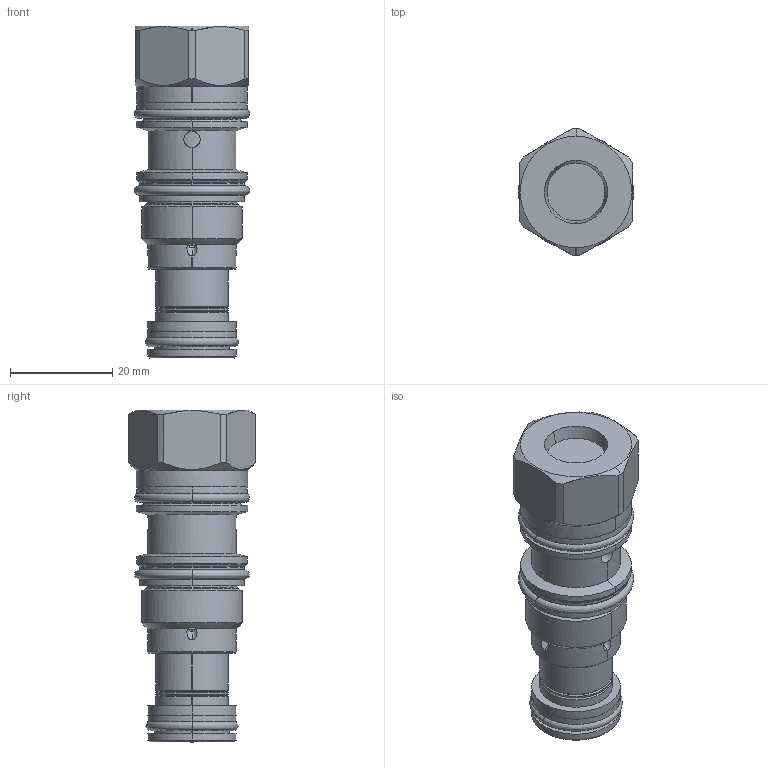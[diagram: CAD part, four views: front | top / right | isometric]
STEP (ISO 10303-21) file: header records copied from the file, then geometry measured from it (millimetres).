
FILE_DESCRIPTION((''),'2;1');
FILE_NAME('CSABAXN_SW_PRT','2020-04-24T',('charlief'),(''),'PRO/ENGINEER BY PARAMETRIC TECHNOLOGY CORPORATION, 2016010','PRO/ENGINEER BY PARAMETRIC TECHNOLOGY CORPORATION, 2016010','');
FILE_SCHEMA(('CONFIG_CONTROL_DESIGN'));
Length unit declared in the file: inch
Products named in the file (1): CSABAXN_SW_PRT
Bounding box: 22.55 x 24.84 x 65.05 mm (x, y, z)
Surface area: 9215.1 mm2 (no closed solid volume)
Topology: 0 solids, 0 shells, 205 faces, 972 edges, 956 vertices
Faces by surface type: bspline 177, torus 28
Entity records: 35761 total; most frequent: CARTESIAN_POINT 27064, DIRECTION 1462, TRIMMED_CURVE 1144, DEFINITIONAL_REPRESENTATION 940, PCURVE 940, COMPOSITE_CURVE_SEGMENT 940, VECTOR 882, LINE 882
